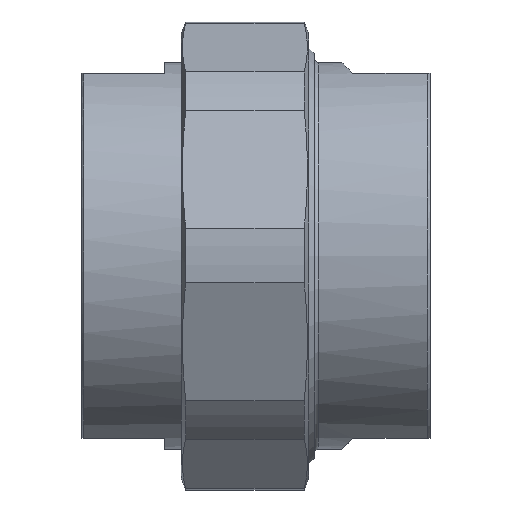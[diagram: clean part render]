
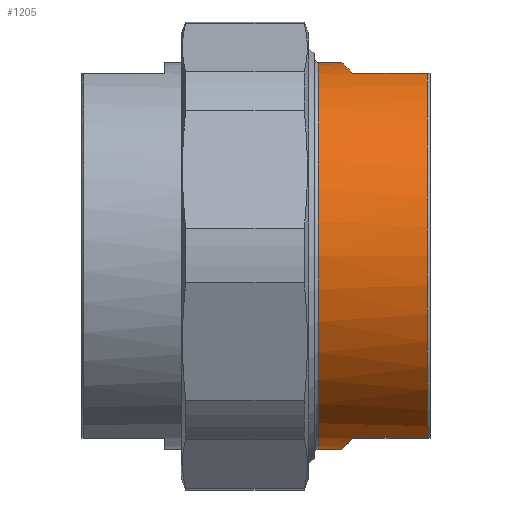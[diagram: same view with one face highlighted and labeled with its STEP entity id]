
A CAD part, top view. The second image highlights one B-rep face of the part: STEP entity #1205.
In plain terms, the highlighted cylindrical face has radius 35 mm (diameter 70 mm), a full revolution.
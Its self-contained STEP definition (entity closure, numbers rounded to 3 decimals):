
#23=ELLIPSE('',#1381,49.497,35.);
#24=ELLIPSE('',#1384,49.497,35.);
#161=FACE_OUTER_BOUND('',#238,.T.);
#238=EDGE_LOOP('',(#954,#955,#956,#957,#958,#959,#960,#961,#962,#963,#964,
#965,#966));
#314=LINE('',#2097,#371);
#316=LINE('',#2108,#373);
#318=LINE('',#2116,#375);
#320=LINE('',#2127,#377);
#321=LINE('',#2133,#378);
#371=VECTOR('',#1650,10.);
#373=VECTOR('',#1652,10.);
#375=VECTOR('',#1660,10.);
#377=VECTOR('',#1662,10.);
#378=VECTOR('',#1667,35.);
#437=CIRCLE('',#1387,35.);
#438=CIRCLE('',#1388,35.);
#439=CIRCLE('',#1389,35.);
#440=CIRCLE('',#1390,35.);
#441=CIRCLE('',#1391,35.);
#547=VERTEX_POINT('',#2091);
#548=VERTEX_POINT('',#2092);
#549=VERTEX_POINT('',#2096);
#552=VERTEX_POINT('',#2104);
#553=VERTEX_POINT('',#2110);
#554=VERTEX_POINT('',#2111);
#555=VERTEX_POINT('',#2115);
#558=VERTEX_POINT('',#2123);
#559=VERTEX_POINT('',#2129);
#560=VERTEX_POINT('',#2130);
#561=VERTEX_POINT('',#2132);
#689=EDGE_CURVE('',#547,#548,#23,.T.);
#691=EDGE_CURVE('',#549,#547,#314,.T.);
#695=EDGE_CURVE('',#548,#552,#316,.T.);
#696=EDGE_CURVE('',#553,#554,#24,.T.);
#698=EDGE_CURVE('',#555,#553,#318,.T.);
#702=EDGE_CURVE('',#554,#558,#320,.T.);
#703=EDGE_CURVE('',#559,#560,#437,.T.);
#704=EDGE_CURVE('',#559,#561,#321,.T.);
#705=EDGE_CURVE('',#555,#561,#438,.T.);
#706=EDGE_CURVE('',#549,#558,#439,.T.);
#707=EDGE_CURVE('',#561,#552,#440,.T.);
#708=EDGE_CURVE('',#560,#559,#441,.T.);
#954=ORIENTED_EDGE('',*,*,#703,.F.);
#955=ORIENTED_EDGE('',*,*,#704,.T.);
#956=ORIENTED_EDGE('',*,*,#705,.F.);
#957=ORIENTED_EDGE('',*,*,#698,.T.);
#958=ORIENTED_EDGE('',*,*,#696,.T.);
#959=ORIENTED_EDGE('',*,*,#702,.T.);
#960=ORIENTED_EDGE('',*,*,#706,.F.);
#961=ORIENTED_EDGE('',*,*,#691,.T.);
#962=ORIENTED_EDGE('',*,*,#689,.T.);
#963=ORIENTED_EDGE('',*,*,#695,.T.);
#964=ORIENTED_EDGE('',*,*,#707,.F.);
#965=ORIENTED_EDGE('',*,*,#704,.F.);
#966=ORIENTED_EDGE('',*,*,#708,.F.);
#1166=CYLINDRICAL_SURFACE('',#1386,35.);
#1205=ADVANCED_FACE('',(#161),#1166,.T.);
#1381=AXIS2_PLACEMENT_3D('',#2093,#1645,#1646);
#1384=AXIS2_PLACEMENT_3D('',#2112,#1655,#1656);
#1386=AXIS2_PLACEMENT_3D('',#2128,#1663,#1664);
#1387=AXIS2_PLACEMENT_3D('',#2131,#1665,#1666);
#1388=AXIS2_PLACEMENT_3D('',#2134,#1668,#1669);
#1389=AXIS2_PLACEMENT_3D('',#2135,#1670,#1671);
#1390=AXIS2_PLACEMENT_3D('',#2136,#1672,#1673);
#1391=AXIS2_PLACEMENT_3D('',#2137,#1674,#1675);
#1645=DIRECTION('center_axis',(0.707,0.,-0.707));
#1646=DIRECTION('ref_axis',(0.707,0.,0.707));
#1650=DIRECTION('',(1.,0.,0.));
#1652=DIRECTION('',(-1.,0.,0.));
#1655=DIRECTION('center_axis',(0.707,0.,0.707));
#1656=DIRECTION('ref_axis',(-0.707,0.,0.707));
#1660=DIRECTION('',(1.,0.,0.));
#1662=DIRECTION('',(-1.,0.,0.));
#1663=DIRECTION('center_axis',(1.,0.,0.));
#1664=DIRECTION('ref_axis',(0.,1.,0.));
#1665=DIRECTION('center_axis',(1.,0.,0.));
#1666=DIRECTION('ref_axis',(0.,-1.,0.));
#1667=DIRECTION('',(-1.,0.,0.));
#1668=DIRECTION('center_axis',(-1.,0.,0.));
#1669=DIRECTION('ref_axis',(0.,-1.,0.));
#1670=DIRECTION('center_axis',(-1.,0.,0.));
#1671=DIRECTION('ref_axis',(0.,-1.,0.));
#1672=DIRECTION('center_axis',(-1.,0.,0.));
#1673=DIRECTION('ref_axis',(0.,-1.,0.));
#1674=DIRECTION('center_axis',(1.,0.,0.));
#1675=DIRECTION('ref_axis',(0.,-1.,0.));
#2091=CARTESIAN_POINT('',(-19.5,11.662,33.));
#2092=CARTESIAN_POINT('',(-19.5,-11.662,33.));
#2093=CARTESIAN_POINT('Origin',(-52.5,0.,0.));
#2096=CARTESIAN_POINT('',(-33.,11.662,33.));
#2097=CARTESIAN_POINT('',(-23.,11.662,33.));
#2104=CARTESIAN_POINT('',(-33.,-11.662,33.));
#2108=CARTESIAN_POINT('',(-23.,-11.662,33.));
#2110=CARTESIAN_POINT('',(-19.5,-11.662,-33.));
#2111=CARTESIAN_POINT('',(-19.5,11.662,-33.));
#2112=CARTESIAN_POINT('Origin',(-52.5,0.,0.));
#2115=CARTESIAN_POINT('',(-33.,-11.662,-33.));
#2116=CARTESIAN_POINT('',(-23.,-11.662,-33.));
#2123=CARTESIAN_POINT('',(-33.,11.662,-33.));
#2127=CARTESIAN_POINT('',(-23.,11.662,-33.));
#2128=CARTESIAN_POINT('Origin',(-23.,0.,0.));
#2129=CARTESIAN_POINT('',(-13.3,-35.,0.));
#2130=CARTESIAN_POINT('',(-13.3,0.,35.));
#2131=CARTESIAN_POINT('Origin',(-13.3,0.,0.));
#2132=CARTESIAN_POINT('',(-33.,-35.,0.));
#2133=CARTESIAN_POINT('',(-23.,-35.,0.));
#2134=CARTESIAN_POINT('Origin',(-33.,0.,0.));
#2135=CARTESIAN_POINT('Origin',(-33.,0.,0.));
#2136=CARTESIAN_POINT('Origin',(-33.,0.,0.));
#2137=CARTESIAN_POINT('Origin',(-13.3,0.,0.));
